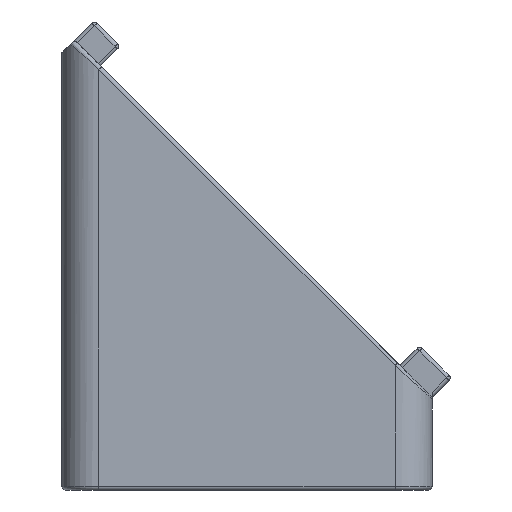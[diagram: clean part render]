
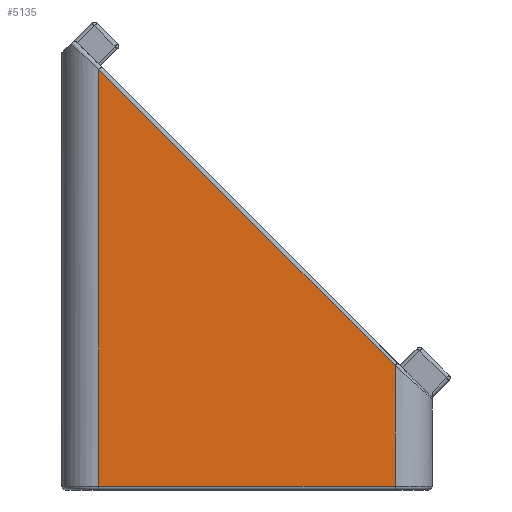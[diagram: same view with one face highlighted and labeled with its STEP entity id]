
A CAD part, left-side view. The second image highlights one B-rep face of the part: STEP entity #5135.
In plain terms, the highlighted planar face has unit normal (-1, 0, 0).
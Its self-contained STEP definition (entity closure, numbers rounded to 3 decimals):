
#144=PLANE('',#5799);
#261=LINE('',#9555,#576);
#267=LINE('',#9588,#582);
#404=LINE('',#10831,#719);
#424=LINE('',#10987,#739);
#576=VECTOR('',#6434,16.);
#582=VECTOR('',#6478,22.517);
#719=VECTOR('',#7145,22.627);
#739=VECTOR('',#7215,6.517);
#1380=FACE_OUTER_BOUND('',#1729,.T.);
#1729=EDGE_LOOP('',(#4723,#4724,#4725,#4726));
#2249=VERTEX_POINT('',#9549);
#2250=VERTEX_POINT('',#9553);
#2258=VERTEX_POINT('',#9587);
#2440=VERTEX_POINT('',#10826);
#2797=EDGE_CURVE('',#2250,#2249,#261,.T.);
#2813=EDGE_CURVE('',#2249,#2258,#267,.T.);
#3122=EDGE_CURVE('',#2258,#2440,#404,.T.);
#3151=EDGE_CURVE('',#2440,#2250,#424,.T.);
#4723=ORIENTED_EDGE('',*,*,#2797,.F.);
#4724=ORIENTED_EDGE('',*,*,#3151,.F.);
#4725=ORIENTED_EDGE('',*,*,#3122,.F.);
#4726=ORIENTED_EDGE('',*,*,#2813,.F.);
#5135=ADVANCED_FACE('',(#1380),#144,.T.);
#5799=AXIS2_PLACEMENT_3D('',#11140,#7439,#7440);
#6434=DIRECTION('',(0.,1.,0.));
#6478=DIRECTION('',(0.,0.,1.));
#7145=DIRECTION('',(0.,-0.707,-0.707));
#7215=DIRECTION('',(0.,0.,-1.));
#7439=DIRECTION('center_axis',(-1.,0.,0.));
#7440=DIRECTION('ref_axis',(0.,-1.,0.));
#9549=CARTESIAN_POINT('',(-20.,8.,0.2));
#9553=CARTESIAN_POINT('',(-20.,-8.,0.2));
#9555=CARTESIAN_POINT('',(-20.,5.,0.2));
#9587=CARTESIAN_POINT('',(-20.,8.,22.717));
#9588=CARTESIAN_POINT('',(-20.,8.,0.));
#10826=CARTESIAN_POINT('',(-20.,-8.,6.717));
#10831=CARTESIAN_POINT('',(-20.,-6.109,8.609));
#10987=CARTESIAN_POINT('',(-20.,-8.,0.));
#11140=CARTESIAN_POINT('Origin',(-20.,10.,0.));
